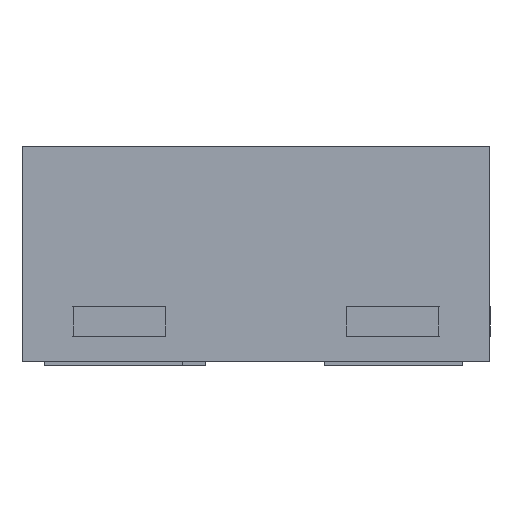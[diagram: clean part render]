
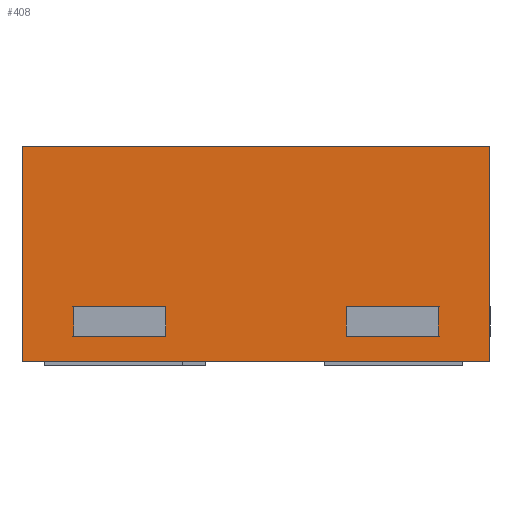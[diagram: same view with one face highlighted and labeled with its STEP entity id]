
A CAD part, left-side view. The second image highlights one B-rep face of the part: STEP entity #408.
In plain terms, the highlighted planar face has unit normal (-1, 0, 0).
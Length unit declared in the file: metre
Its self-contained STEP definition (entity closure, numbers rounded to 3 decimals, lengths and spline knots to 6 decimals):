
#408=ADVANCED_FACE('0:1056',(#798),#799,.F.);
#798=FACE_OUTER_BOUND('',#1183,.T.);
#799=PLANE('',#1184);
#1183=EDGE_LOOP('',(#2074,#2075,#2076,#2077));
#1184=AXIS2_PLACEMENT_3D('',#2078,#2079,#2080);
#2074=ORIENTED_EDGE('',*,*,#2627,.T.);
#2075=ORIENTED_EDGE('',*,*,#2651,.F.);
#2076=ORIENTED_EDGE('',*,*,#2652,.F.);
#2077=ORIENTED_EDGE('',*,*,#2653,.T.);
#2078=CARTESIAN_POINT('',(0.0,0.00046,0.0));
#2079=DIRECTION('',(1.0,-0.0,0.0));
#2080=DIRECTION('',(0.0,1.0,0.0));
#2627=EDGE_CURVE('0:1179',#3187,#3188,#3189,.T.);
#2651=EDGE_CURVE('0:1248',#3228,#3188,#3229,.T.);
#2652=EDGE_CURVE('0:1251',#3230,#3228,#3231,.T.);
#2653=EDGE_CURVE('0:1254',#3230,#3187,#3232,.T.);
#3187=VERTEX_POINT('NONE',#3973);
#3188=VERTEX_POINT('NONE',#3974);
#3189=LINE('',#3975,#3976);
#3228=VERTEX_POINT('NONE',#4030);
#3229=LINE('',#4031,#4032);
#3230=VERTEX_POINT('NONE',#4033);
#3231=LINE('',#4034,#4035);
#3232=LINE('',#4036,#4037);
#3973=CARTESIAN_POINT('',(0.0,0.0,-0.000999));
#3974=CARTESIAN_POINT('',(0.0,0.0,0.0));
#3975=CARTESIAN_POINT('',(0.0,0.0,0.0));
#3976=VECTOR('',#4429,1.0);
#4030=CARTESIAN_POINT('',(0.0,0.00046,0.0));
#4031=CARTESIAN_POINT('',(0.0,0.00046,0.0));
#4032=VECTOR('',#4466,1.0);
#4033=CARTESIAN_POINT('',(0.0,0.00046,-0.000999));
#4034=CARTESIAN_POINT('',(0.0,0.00046,0.0));
#4035=VECTOR('',#4467,1.0);
#4036=CARTESIAN_POINT('',(0.0,0.00046,-0.000999));
#4037=VECTOR('',#4468,1.0);
#4429=DIRECTION('',(-0.0,-0.0,1.0));
#4466=DIRECTION('',(-0.0,-1.0,-0.0));
#4467=DIRECTION('',(-0.0,-0.0,1.0));
#4468=DIRECTION('',(-0.0,-1.0,-0.0));
